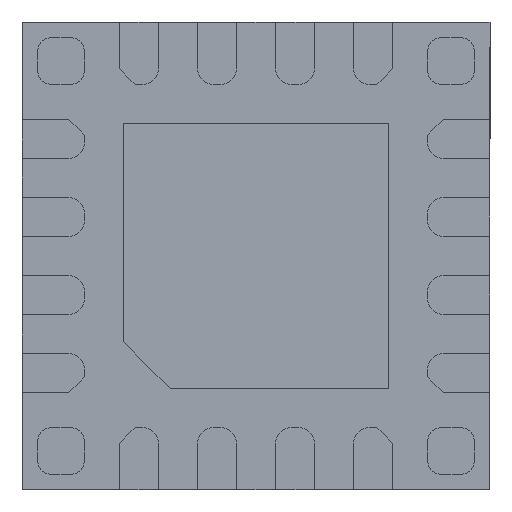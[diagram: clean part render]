
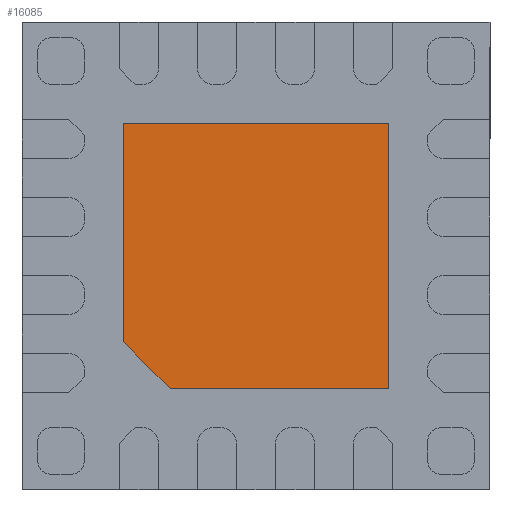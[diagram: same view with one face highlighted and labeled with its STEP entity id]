
A CAD part, front view. The second image highlights one B-rep face of the part: STEP entity #16085.
In plain terms, the highlighted planar face has unit normal (0, -1, 0).
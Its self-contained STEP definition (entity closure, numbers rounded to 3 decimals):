
#635 = ORIENTED_EDGE ( 'NONE', *, *, #2418, .T. ) ;
#968 = CARTESIAN_POINT ( 'NONE',  ( -0.85, 0., -0.55 ) ) ;
#1120 = FACE_OUTER_BOUND ( 'NONE', #6908, .T. ) ;
#1386 = VECTOR ( 'NONE', #4915, 1000. ) ;
#1427 = EDGE_CURVE ( 'NONE', #15990, #2107, #11505, .T. ) ;
#1429 = LINE ( 'NONE', #9004, #4753 ) ;
#1768 = AXIS2_PLACEMENT_3D ( 'NONE', #15047, #19508, #10211 ) ;
#2107 = VERTEX_POINT ( 'NONE', #16669 ) ;
#2418 = EDGE_CURVE ( 'NONE', #12640, #12428, #3933, .T. ) ;
#2604 = CARTESIAN_POINT ( 'NONE',  ( -0.85, 0., 0.85 ) ) ;
#3295 = EDGE_CURVE ( 'NONE', #13146, #15990, #1429, .T. ) ;
#3839 = DIRECTION ( 'NONE',  ( 1., 0., 0. ) ) ;
#3933 = LINE ( 'NONE', #11323, #19617 ) ;
#4753 = VECTOR ( 'NONE', #12016, 1000. ) ;
#4915 = DIRECTION ( 'NONE',  ( 0., 0., 1. ) ) ;
#5859 = PLANE ( 'NONE',  #1768 ) ;
#6908 = EDGE_LOOP ( 'NONE', ( #19472, #7468, #19296, #635, #13693 ) ) ;
#7468 = ORIENTED_EDGE ( 'NONE', *, *, #1427, .T. ) ;
#9004 = CARTESIAN_POINT ( 'NONE',  ( 0.85, 0., 0.85 ) ) ;
#9652 = CARTESIAN_POINT ( 'NONE',  ( -0.55, 0., -0.85 ) ) ;
#10163 = LINE ( 'NONE', #968, #11104 ) ;
#10211 = DIRECTION ( 'NONE',  ( 0., 0., -1. ) ) ;
#10311 = EDGE_CURVE ( 'NONE', #12428, #13146, #15845, .T. ) ;
#11104 = VECTOR ( 'NONE', #11776, 1000. ) ;
#11144 = CARTESIAN_POINT ( 'NONE',  ( -0.85, 0., 0.85 ) ) ;
#11323 = CARTESIAN_POINT ( 'NONE',  ( -0.55, 0., -0.85 ) ) ;
#11505 = LINE ( 'NONE', #2604, #15433 ) ;
#11603 = DIRECTION ( 'NONE',  ( 0., 0., -1. ) ) ;
#11776 = DIRECTION ( 'NONE',  ( 0.707, 0., -0.707 ) ) ;
#12016 = DIRECTION ( 'NONE',  ( -1., 0., 0. ) ) ;
#12428 = VERTEX_POINT ( 'NONE', #13187 ) ;
#12640 = VERTEX_POINT ( 'NONE', #9652 ) ;
#12899 = CARTESIAN_POINT ( 'NONE',  ( 0.85, 0., -0.85 ) ) ;
#13146 = VERTEX_POINT ( 'NONE', #17492 ) ;
#13187 = CARTESIAN_POINT ( 'NONE',  ( 0.85, 0., -0.85 ) ) ;
#13693 = ORIENTED_EDGE ( 'NONE', *, *, #10311, .T. ) ;
#15047 = CARTESIAN_POINT ( 'NONE',  ( 0., 0., 0. ) ) ;
#15433 = VECTOR ( 'NONE', #11603, 1000. ) ;
#15460 = EDGE_CURVE ( 'NONE', #2107, #12640, #10163, .T. ) ;
#15845 = LINE ( 'NONE', #12899, #1386 ) ;
#15990 = VERTEX_POINT ( 'NONE', #11144 ) ;
#16085 = ADVANCED_FACE ( 'NONE', ( #1120 ), #5859, .T. ) ;
#16669 = CARTESIAN_POINT ( 'NONE',  ( -0.85, 0., -0.55 ) ) ;
#17492 = CARTESIAN_POINT ( 'NONE',  ( 0.85, 0., 0.85 ) ) ;
#19296 = ORIENTED_EDGE ( 'NONE', *, *, #15460, .T. ) ;
#19472 = ORIENTED_EDGE ( 'NONE', *, *, #3295, .T. ) ;
#19508 = DIRECTION ( 'NONE',  ( 0., -1., 0. ) ) ;
#19617 = VECTOR ( 'NONE', #3839, 1000. ) ;
